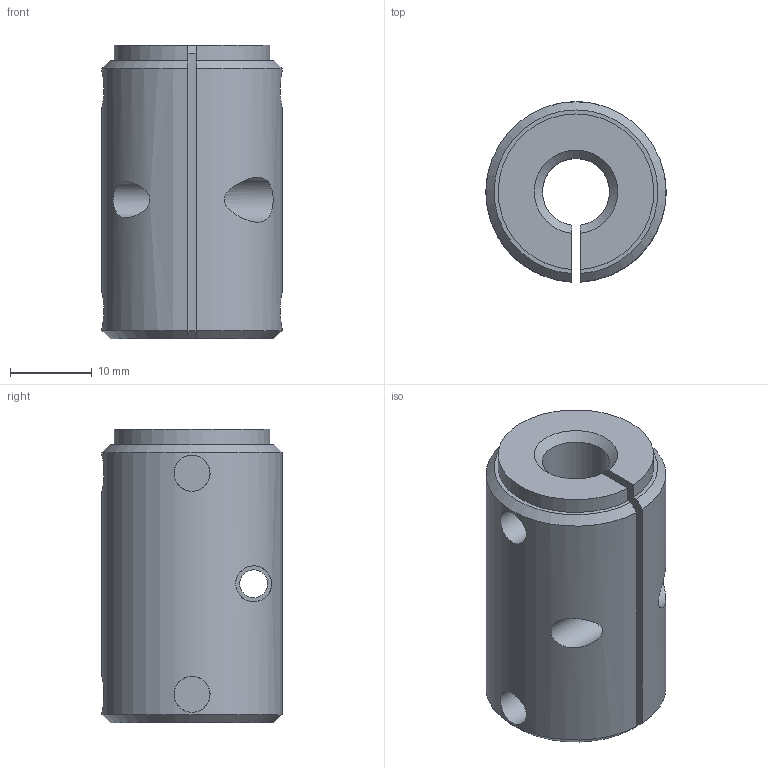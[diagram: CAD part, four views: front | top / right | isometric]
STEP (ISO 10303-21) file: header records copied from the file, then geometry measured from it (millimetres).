
FILE_DESCRIPTION(('FreeCAD Model'),'2;1');
FILE_NAME('Open CASCADE Shape Model','2025-06-05T22:40:17',('FreeCAD'),( 'FreeCAD'),'Open CASCADE STEP processor 7.7','FreeCAD','Unknown');
FILE_SCHEMA(('AUTOMOTIVE_DESIGN { 1 0 10303 214 1 1 1 1 }'));
Length unit declared in the file: millimetre
Products named in the file (1): Open CASCADE STEP translator 7.7 4
Bounding box: 22 x 21.99 x 35.9 mm (x, y, z)
Volume: 10534.1 mm3; surface area: 4888.1 mm2
Topology: 1 solids, 1 shells, 30 faces, 73 edges, 53 vertices
Faces by surface type: plane 13, cylinder 13, cone 4
Full cylindrical faces by diameter (mm): 3.4 x2, 4.4 x7, 5.5 x1
Entity records: 2095 total; most frequent: CARTESIAN_POINT 1364, ORIENTED_EDGE 146, DIRECTION 145, EDGE_CURVE 73, AXIS2_PLACEMENT_3D 62, VERTEX_POINT 53, FACE_BOUND 42, EDGE_LOOP 42
